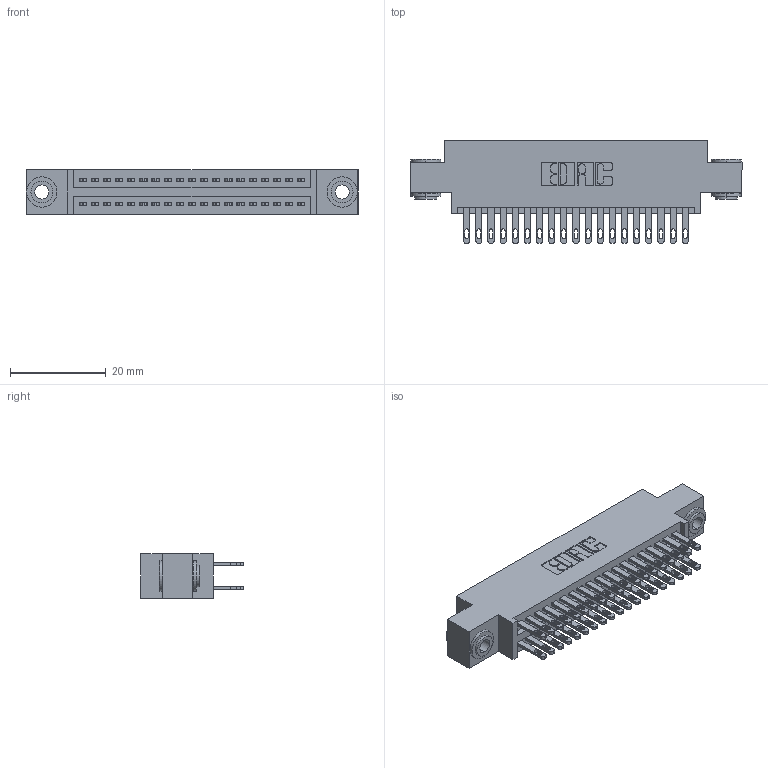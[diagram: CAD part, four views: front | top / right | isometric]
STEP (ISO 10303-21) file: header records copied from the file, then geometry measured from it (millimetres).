
FILE_DESCRIPTION (( 'STEP AP203' ), '1' );
FILE_NAME ('345-038-500-803.STEP', '2019-10-28T13:34:01', ( '' ), ( '' ), 'SwSTEP 2.0', 'SolidWorks 2016', '' );
FILE_SCHEMA (( 'CONFIG_CONTROL_DESIGN' ));
Length unit declared in the file: inch
Products named in the file (4): 345 Part_0.170 Offset - 0.156 Dia-TH; 345-038-500-803; 345-250-002_345-250-002-102; 345-292-001_345-293-100
Assembly tree (41 placements, depth 2):
  345-038-500-803
    345 Part_0.170 Offset - 0.156 Dia-TH
    345-292-001_345-293-100  x38
    345-250-002_345-250-002-102  x2
Bounding box: 69.47 x 21.51 x 9.4 mm (x, y, z)
Volume: 6556.9 mm3; surface area: 9982.7 mm2
Topology: 41 solids, 41 shells, 1916 faces, 5787 edges, 3854 vertices
Faces by surface type: plane 1120, cylinder 788, cone 8
Entity records: 18716 total; most frequent: CARTESIAN_POINT 3135, ORIENTED_EDGE 3062, DIRECTION 2825, EDGE_CURVE 1531, LINE 1295, VECTOR 1295, VERTEX_POINT 1018, AXIS2_PLACEMENT_3D 765
